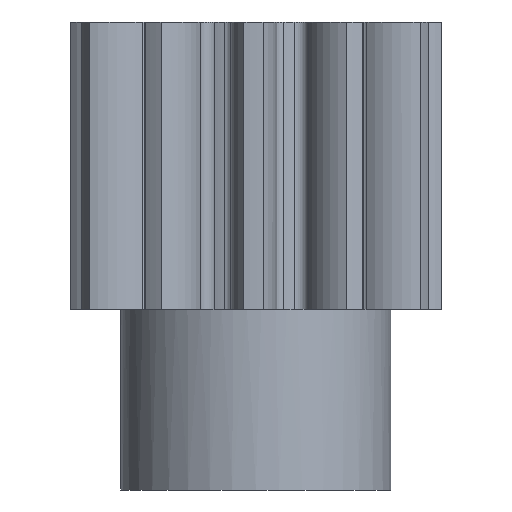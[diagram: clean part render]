
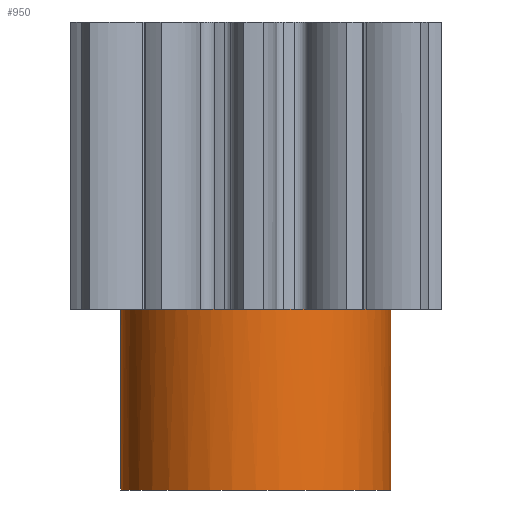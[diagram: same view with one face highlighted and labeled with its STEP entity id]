
A CAD part, front view. The second image highlights one B-rep face of the part: STEP entity #950.
In plain terms, the highlighted cylindrical face has radius 11.938 mm (diameter 23.876 mm), a partial arc.
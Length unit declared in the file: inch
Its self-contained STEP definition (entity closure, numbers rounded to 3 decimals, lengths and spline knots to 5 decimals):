
#7 = VERTEX_POINT ( 'NONE', #3341 ) ;
#18 = VERTEX_POINT ( 'NONE', #3324 ) ;
#34 = VERTEX_POINT ( 'NONE', #3337 ) ;
#36 = VERTEX_POINT ( 'NONE', #3343 ) ;
#37 = VERTEX_POINT ( 'NONE', #3342 ) ;
#38 = VERTEX_POINT ( 'NONE', #3350 ) ;
#41 = VERTEX_POINT ( 'NONE', #3356 ) ;
#42 = VERTEX_POINT ( 'NONE', #3364 ) ;
#44 = VERTEX_POINT ( 'NONE', #3370 ) ;
#54 = VERTEX_POINT ( 'NONE', #3297 ) ;
#87 = VERTEX_POINT ( 'NONE', #3375 ) ;
#92 = VERTEX_POINT ( 'NONE', #3289 ) ;
#115 = VERTEX_POINT ( 'NONE', #1688 ) ;
#119 = VERTEX_POINT ( 'NONE', #1691 ) ;
#120 = VERTEX_POINT ( 'NONE', #1692 ) ;
#121 = VERTEX_POINT ( 'NONE', #1693 ) ;
#327 = EDGE_CURVE ( 'NONE', #34, #36, #1220, .T. ) ;
#335 = EDGE_CURVE ( 'NONE', #54, #37, #1229, .T. ) ;
#336 = EDGE_CURVE ( 'NONE', #115, #38, #1230, .T. ) ;
#338 = EDGE_CURVE ( 'NONE', #119, #41, #1233, .T. ) ;
#340 = EDGE_CURVE ( 'NONE', #42, #120, #1237, .T. ) ;
#341 = EDGE_CURVE ( 'NONE', #121, #44, #1239, .T. ) ;
#342 = EDGE_CURVE ( 'NONE', #92, #87, #1240, .T. ) ;
#357 = EDGE_CURVE ( 'NONE', #44, #18, #1254, .T. ) ;
#363 = EDGE_CURVE ( 'NONE', #120, #121, #1261, .T. ) ;
#364 = EDGE_CURVE ( 'NONE', #7, #54, #1262, .T. ) ;
#509 = EDGE_CURVE ( 'NONE', #41, #42, #2357, .T. ) ;
#516 = EDGE_CURVE ( 'NONE', #38, #119, #2363, .T. ) ;
#519 = EDGE_CURVE ( 'NONE', #92, #7, #2360, .T. ) ;
#657 = EDGE_LOOP ( 'NONE', ( #912, #913, #914, #915, #916, #917, #976, #977, #978, #979, #980, #981, #982, #983, #984, #985 ) ) ;
#912 = ORIENTED_EDGE ( 'NONE', *, *, #1380, .F. ) ;
#913 = ORIENTED_EDGE ( 'NONE', *, *, #342, .F. ) ;
#914 = ORIENTED_EDGE ( 'NONE', *, *, #519, .T. ) ;
#915 = ORIENTED_EDGE ( 'NONE', *, *, #364, .T. ) ;
#916 = ORIENTED_EDGE ( 'NONE', *, *, #335, .T. ) ;
#917 = ORIENTED_EDGE ( 'NONE', *, *, #1386, .T. ) ;
#950 = ADVANCED_FACE ( 'NONE', ( #2525 ), #2515, .T. ) ;
#976 = ORIENTED_EDGE ( 'NONE', *, *, #327, .T. ) ;
#977 = ORIENTED_EDGE ( 'NONE', *, *, #1404, .T. ) ;
#978 = ORIENTED_EDGE ( 'NONE', *, *, #336, .T. ) ;
#979 = ORIENTED_EDGE ( 'NONE', *, *, #516, .T. ) ;
#980 = ORIENTED_EDGE ( 'NONE', *, *, #338, .T. ) ;
#981 = ORIENTED_EDGE ( 'NONE', *, *, #509, .T. ) ;
#982 = ORIENTED_EDGE ( 'NONE', *, *, #340, .T. ) ;
#983 = ORIENTED_EDGE ( 'NONE', *, *, #363, .T. ) ;
#984 = ORIENTED_EDGE ( 'NONE', *, *, #341, .T. ) ;
#985 = ORIENTED_EDGE ( 'NONE', *, *, #357, .T. ) ;
#1220 = CIRCLE ( 'NONE', #1433, 0.47 ) ;
#1229 = CIRCLE ( 'NONE', #1439, 0.47 ) ;
#1230 = CIRCLE ( 'NONE', #1440, 0.47 ) ;
#1233 = CIRCLE ( 'NONE', #1443, 0.47 ) ;
#1237 = CIRCLE ( 'NONE', #1445, 0.47 ) ;
#1239 = CIRCLE ( 'NONE', #1446, 0.47 ) ;
#1240 = CIRCLE ( 'NONE', #1447, 0.47 ) ;
#1254 = CIRCLE ( 'NONE', #1459, 0.47 ) ;
#1261 = CIRCLE ( 'NONE', #1464, 0.47 ) ;
#1262 = CIRCLE ( 'NONE', #1466, 0.47 ) ;
#1380 = EDGE_CURVE ( 'NONE', #87, #18, #3197, .T. ) ;
#1386 = EDGE_CURVE ( 'NONE', #37, #34, #3214, .T. ) ;
#1404 = EDGE_CURVE ( 'NONE', #36, #115, #3237, .T. ) ;
#1433 = AXIS2_PLACEMENT_3D ( 'NONE', #1829, #1830, #1831 ) ;
#1439 = AXIS2_PLACEMENT_3D ( 'NONE', #1851, #1853, #1854 ) ;
#1440 = AXIS2_PLACEMENT_3D ( 'NONE', #1849, #1856, #1857 ) ;
#1443 = AXIS2_PLACEMENT_3D ( 'NONE', #1855, #1862, #1863 ) ;
#1445 = AXIS2_PLACEMENT_3D ( 'NONE', #1861, #1868, #1869 ) ;
#1446 = AXIS2_PLACEMENT_3D ( 'NONE', #1864, #1870, #1871 ) ;
#1447 = AXIS2_PLACEMENT_3D ( 'NONE', #1867, #1872, #1873 ) ;
#1459 = AXIS2_PLACEMENT_3D ( 'NONE', #1908, #1916, #1917 ) ;
#1464 = AXIS2_PLACEMENT_3D ( 'NONE', #1932, #1934, #1935 ) ;
#1466 = AXIS2_PLACEMENT_3D ( 'NONE', #1924, #1937, #1938 ) ;
#1570 = AXIS2_PLACEMENT_3D ( 'NONE', #2594, #2595, #2596 ) ;
#1575 = AXIS2_PLACEMENT_3D ( 'NONE', #2607, #2616, #2617 ) ;
#1667 = AXIS2_PLACEMENT_3D ( 'NONE', #2919, #2911, #2914 ) ;
#1688 = CARTESIAN_POINT ( 'NONE',  ( 0.18303, -0.4329, 0. ) ) ;
#1691 = CARTESIAN_POINT ( 'NONE',  ( -0.08006, -0.46313, 0. ) ) ;
#1692 = CARTESIAN_POINT ( 'NONE',  ( -0.39454, -0.25542, 0. ) ) ;
#1693 = CARTESIAN_POINT ( 'NONE',  ( -0.45454, -0.11956, 0. ) ) ;
#1829 = CARTESIAN_POINT ( 'NONE',  ( 0., 0., 0. ) ) ;
#1830 = DIRECTION ( 'NONE',  ( 0., 0., -1. ) ) ;
#1831 = DIRECTION ( 'NONE',  ( -1., 0., 0. ) ) ;
#1849 = CARTESIAN_POINT ( 'NONE',  ( 0., 0., 0. ) ) ;
#1851 = CARTESIAN_POINT ( 'NONE',  ( 0., 0., 0. ) ) ;
#1853 = DIRECTION ( 'NONE',  ( 0., 0., -1. ) ) ;
#1854 = DIRECTION ( 'NONE',  ( -1., 0., 0. ) ) ;
#1855 = CARTESIAN_POINT ( 'NONE',  ( 0., 0., 0. ) ) ;
#1856 = DIRECTION ( 'NONE',  ( 0., 0., -1. ) ) ;
#1857 = DIRECTION ( 'NONE',  ( -1., 0., 0. ) ) ;
#1861 = CARTESIAN_POINT ( 'NONE',  ( 0., 0., 0. ) ) ;
#1862 = DIRECTION ( 'NONE',  ( 0., 0., -1. ) ) ;
#1863 = DIRECTION ( 'NONE',  ( -1., 0., 0. ) ) ;
#1864 = CARTESIAN_POINT ( 'NONE',  ( 0., 0., 0. ) ) ;
#1867 = CARTESIAN_POINT ( 'NONE',  ( 0., 0., -0.63 ) ) ;
#1868 = DIRECTION ( 'NONE',  ( 0., 0., -1. ) ) ;
#1869 = DIRECTION ( 'NONE',  ( -1., 0., 0. ) ) ;
#1870 = DIRECTION ( 'NONE',  ( 0., 0., -1. ) ) ;
#1871 = DIRECTION ( 'NONE',  ( -1., 0., 0. ) ) ;
#1872 = DIRECTION ( 'NONE',  ( 0., 0., -1. ) ) ;
#1873 = DIRECTION ( 'NONE',  ( -1., 0., 0. ) ) ;
#1908 = CARTESIAN_POINT ( 'NONE',  ( 0., 0., 0. ) ) ;
#1916 = DIRECTION ( 'NONE',  ( 0., 0., -1. ) ) ;
#1917 = DIRECTION ( 'NONE',  ( -1., 0., 0. ) ) ;
#1924 = CARTESIAN_POINT ( 'NONE',  ( 0., 0., 0. ) ) ;
#1932 = CARTESIAN_POINT ( 'NONE',  ( 0., 0., 0. ) ) ;
#1934 = DIRECTION ( 'NONE',  ( 0., 0., -1. ) ) ;
#1935 = DIRECTION ( 'NONE',  ( -1., 0., 0. ) ) ;
#1937 = DIRECTION ( 'NONE',  ( 0., 0., -1. ) ) ;
#1938 = DIRECTION ( 'NONE',  ( -1., 0., 0. ) ) ;
#2357 = CIRCLE ( 'NONE', #1570, 0.47 ) ;
#2360 = LINE ( 'NONE', #2624, #2364 ) ;
#2363 = CIRCLE ( 'NONE', #1575, 0.47 ) ;
#2364 = VECTOR ( 'NONE', #2625, 39.37008 ) ;
#2515 = CYLINDRICAL_SURFACE ( 'NONE', #1667, 0.47 ) ;
#2525 = FACE_OUTER_BOUND ( 'NONE', #657, .T. ) ;
#2594 = CARTESIAN_POINT ( 'NONE',  ( 0., 0., 0. ) ) ;
#2595 = DIRECTION ( 'NONE',  ( 0., 0., -1. ) ) ;
#2596 = DIRECTION ( 'NONE',  ( -1., 0., 0. ) ) ;
#2607 = CARTESIAN_POINT ( 'NONE',  ( 0., 0., 0. ) ) ;
#2616 = DIRECTION ( 'NONE',  ( 0., 0., -1. ) ) ;
#2617 = DIRECTION ( 'NONE',  ( -1., 0., 0. ) ) ;
#2624 = CARTESIAN_POINT ( 'NONE',  ( 0.47, 0., -0.63 ) ) ;
#2625 = DIRECTION ( 'NONE',  ( 0., 0., 1. ) ) ;
#2911 = DIRECTION ( 'NONE',  ( 0., 0., 1. ) ) ;
#2914 = DIRECTION ( 'NONE',  ( 1., 0., 0. ) ) ;
#2919 = CARTESIAN_POINT ( 'NONE',  ( 0., 0., -0.63 ) ) ;
#2995 = CARTESIAN_POINT ( 'NONE',  ( -0.47, 0., -0.63 ) ) ;
#2996 = DIRECTION ( 'NONE',  ( 0., 0., 1. ) ) ;
#2997 = CARTESIAN_POINT ( 'NONE',  ( 0., 0., 0. ) ) ;
#3012 = DIRECTION ( 'NONE',  ( 0., 0., -1. ) ) ;
#3013 = DIRECTION ( 'NONE',  ( -1., 0., 0. ) ) ;
#3058 = CARTESIAN_POINT ( 'NONE',  ( 0., 0., 0. ) ) ;
#3060 = DIRECTION ( 'NONE',  ( 0., 0., -1. ) ) ;
#3061 = DIRECTION ( 'NONE',  ( -1., 0., 0. ) ) ;
#3154 = AXIS2_PLACEMENT_3D ( 'NONE', #2997, #3012, #3013 ) ;
#3161 = AXIS2_PLACEMENT_3D ( 'NONE', #3058, #3060, #3061 ) ;
#3197 = LINE ( 'NONE', #2995, #3203 ) ;
#3203 = VECTOR ( 'NONE', #2996, 39.37008 ) ;
#3214 = CIRCLE ( 'NONE', #3154, 0.47 ) ;
#3237 = CIRCLE ( 'NONE', #3161, 0.47 ) ;
#3289 = CARTESIAN_POINT ( 'NONE',  ( 0.47, 0., -0.63 ) ) ;
#3297 = CARTESIAN_POINT ( 'NONE',  ( 0.46981, -0.01334, 0. ) ) ;
#3324 = CARTESIAN_POINT ( 'NONE',  ( -0.47, 0., 0. ) ) ;
#3337 = CARTESIAN_POINT ( 'NONE',  ( 0.38802, -0.26522, 0. ) ) ;
#3341 = CARTESIAN_POINT ( 'NONE',  ( 0.47, 0., 0. ) ) ;
#3342 = CARTESIAN_POINT ( 'NONE',  ( 0.4514, -0.13091, 0. ) ) ;
#3343 = CARTESIAN_POINT ( 'NONE',  ( 0.30897, -0.35417, 0. ) ) ;
#3350 = CARTESIAN_POINT ( 'NONE',  ( 0.06844, -0.46499, 0. ) ) ;
#3356 = CARTESIAN_POINT ( 'NONE',  ( -0.19382, -0.42818, 0. ) ) ;
#3364 = CARTESIAN_POINT ( 'NONE',  ( -0.31774, -0.34632, 0. ) ) ;
#3370 = CARTESIAN_POINT ( 'NONE',  ( -0.47, -0.00157, 0. ) ) ;
#3375 = CARTESIAN_POINT ( 'NONE',  ( -0.47, 0., -0.63 ) ) ;
